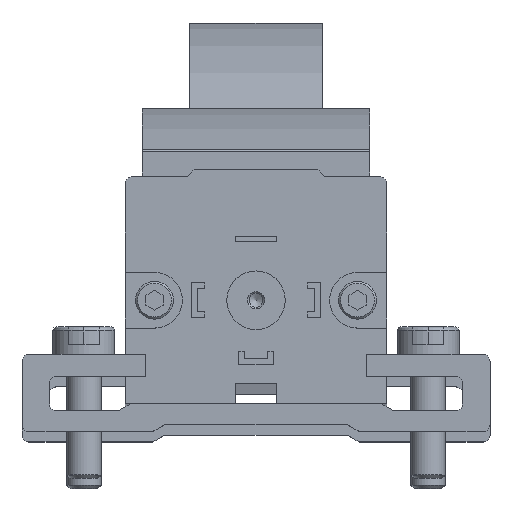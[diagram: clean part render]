
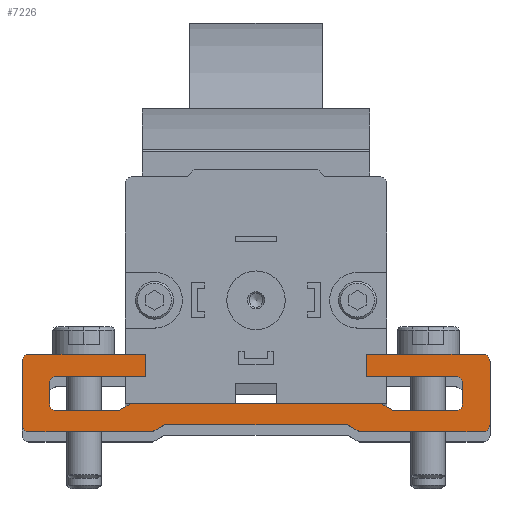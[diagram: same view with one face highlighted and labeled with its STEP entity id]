
A CAD part, top view. The second image highlights one B-rep face of the part: STEP entity #7226.
In plain terms, the highlighted face is planar.
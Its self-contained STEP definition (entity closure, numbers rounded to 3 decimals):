
#166=CIRCLE('',#7526,1.);
#170=CIRCLE('',#7536,1.);
#172=CIRCLE('',#7540,1.);
#175=CIRCLE('',#7545,1.);
#177=CIRCLE('',#7549,1.);
#181=CIRCLE('',#7558,1.);
#183=CIRCLE('',#7562,1.);
#186=CIRCLE('',#7567,1.);
#756=ORIENTED_EDGE('',*,*,#1984,.F.);
#757=ORIENTED_EDGE('',*,*,#2054,.F.);
#758=ORIENTED_EDGE('',*,*,#1976,.F.);
#759=ORIENTED_EDGE('',*,*,#1868,.F.);
#760=ORIENTED_EDGE('',*,*,#1880,.F.);
#761=ORIENTED_EDGE('',*,*,#2052,.F.);
#762=ORIENTED_EDGE('',*,*,#2048,.T.);
#763=ORIENTED_EDGE('',*,*,#2045,.F.);
#764=ORIENTED_EDGE('',*,*,#2042,.T.);
#765=ORIENTED_EDGE('',*,*,#2039,.F.);
#766=ORIENTED_EDGE('',*,*,#2035,.F.);
#767=ORIENTED_EDGE('',*,*,#1892,.F.);
#768=ORIENTED_EDGE('',*,*,#1978,.F.);
#769=ORIENTED_EDGE('',*,*,#1914,.F.);
#770=ORIENTED_EDGE('',*,*,#2033,.F.);
#771=ORIENTED_EDGE('',*,*,#2030,.F.);
#772=ORIENTED_EDGE('',*,*,#2026,.T.);
#773=ORIENTED_EDGE('',*,*,#2023,.F.);
#774=ORIENTED_EDGE('',*,*,#2020,.T.);
#775=ORIENTED_EDGE('',*,*,#2017,.F.);
#776=ORIENTED_EDGE('',*,*,#1925,.F.);
#777=ORIENTED_EDGE('',*,*,#1870,.F.);
#778=ORIENTED_EDGE('',*,*,#1981,.F.);
#779=ORIENTED_EDGE('',*,*,#2014,.F.);
#780=ORIENTED_EDGE('',*,*,#2011,.F.);
#781=ORIENTED_EDGE('',*,*,#2008,.F.);
#782=ORIENTED_EDGE('',*,*,#2005,.F.);
#783=ORIENTED_EDGE('',*,*,#2001,.F.);
#784=ORIENTED_EDGE('',*,*,#1998,.F.);
#785=ORIENTED_EDGE('',*,*,#1995,.F.);
#786=ORIENTED_EDGE('',*,*,#1992,.F.);
#787=ORIENTED_EDGE('',*,*,#1988,.F.);
#1868=EDGE_CURVE('',#2596,#2491,#3096,.T.);
#1870=EDGE_CURVE('',#2506,#2597,#3098,.T.);
#1880=EDGE_CURVE('',#2603,#2596,#3108,.T.);
#1892=EDGE_CURVE('',#2611,#2612,#3120,.T.);
#1914=EDGE_CURVE('',#2626,#2618,#3142,.T.);
#1925=EDGE_CURVE('',#2597,#2634,#3153,.T.);
#1976=EDGE_CURVE('',#2491,#2664,#3199,.T.);
#1978=EDGE_CURVE('',#2618,#2611,#3201,.T.);
#1981=EDGE_CURVE('',#2666,#2506,#3203,.T.);
#1984=EDGE_CURVE('',#2668,#2669,#3206,.T.);
#1988=EDGE_CURVE('',#2669,#2672,#166,.T.);
#1992=EDGE_CURVE('',#2672,#2675,#3211,.T.);
#1995=EDGE_CURVE('',#2675,#2677,#3214,.T.);
#1998=EDGE_CURVE('',#2677,#2679,#3217,.T.);
#2001=EDGE_CURVE('',#2679,#2681,#3220,.T.);
#2005=EDGE_CURVE('',#2681,#2684,#3223,.T.);
#2008=EDGE_CURVE('',#2684,#2686,#170,.T.);
#2011=EDGE_CURVE('',#2686,#2688,#3227,.T.);
#2014=EDGE_CURVE('',#2688,#2666,#172,.T.);
#2017=EDGE_CURVE('',#2634,#2691,#3230,.T.);
#2020=EDGE_CURVE('',#2693,#2691,#175,.T.);
#2023=EDGE_CURVE('',#2693,#2695,#3234,.T.);
#2026=EDGE_CURVE('',#2697,#2695,#177,.T.);
#2030=EDGE_CURVE('',#2697,#2700,#3238,.T.);
#2033=EDGE_CURVE('',#2700,#2626,#3241,.T.);
#2035=EDGE_CURVE('',#2612,#2702,#3243,.T.);
#2039=EDGE_CURVE('',#2702,#2705,#3246,.T.);
#2042=EDGE_CURVE('',#2707,#2705,#181,.T.);
#2045=EDGE_CURVE('',#2707,#2709,#3250,.T.);
#2048=EDGE_CURVE('',#2711,#2709,#183,.T.);
#2052=EDGE_CURVE('',#2711,#2603,#3254,.T.);
#2054=EDGE_CURVE('',#2664,#2668,#186,.T.);
#2491=VERTEX_POINT('',#9334);
#2506=VERTEX_POINT('',#9365);
#2596=VERTEX_POINT('',#9560);
#2597=VERTEX_POINT('',#9564);
#2603=VERTEX_POINT('',#9581);
#2611=VERTEX_POINT('',#9604);
#2612=VERTEX_POINT('',#9606);
#2618=VERTEX_POINT('',#9626);
#2626=VERTEX_POINT('',#9645);
#2634=VERTEX_POINT('',#9668);
#2664=VERTEX_POINT('',#9767);
#2666=VERTEX_POINT('',#9776);
#2668=VERTEX_POINT('',#9782);
#2669=VERTEX_POINT('',#9783);
#2672=VERTEX_POINT('',#9791);
#2675=VERTEX_POINT('',#9799);
#2677=VERTEX_POINT('',#9805);
#2679=VERTEX_POINT('',#9811);
#2681=VERTEX_POINT('',#9817);
#2684=VERTEX_POINT('',#9825);
#2686=VERTEX_POINT('',#9831);
#2688=VERTEX_POINT('',#9837);
#2691=VERTEX_POINT('',#9848);
#2693=VERTEX_POINT('',#9854);
#2695=VERTEX_POINT('',#9860);
#2697=VERTEX_POINT('',#9866);
#2700=VERTEX_POINT('',#9874);
#2702=VERTEX_POINT('',#9883);
#2705=VERTEX_POINT('',#9891);
#2707=VERTEX_POINT('',#9897);
#2709=VERTEX_POINT('',#9903);
#2711=VERTEX_POINT('',#9909);
#3096=LINE('',#9559,#3662);
#3098=LINE('',#9563,#3664);
#3108=LINE('',#9582,#3674);
#3120=LINE('',#9605,#3686);
#3142=LINE('',#9646,#3708);
#3153=LINE('',#9667,#3719);
#3199=LINE('',#9766,#3765);
#3201=LINE('',#9770,#3767);
#3203=LINE('',#9775,#3769);
#3206=LINE('',#9781,#3772);
#3211=LINE('',#9798,#3777);
#3214=LINE('',#9804,#3780);
#3217=LINE('',#9810,#3783);
#3220=LINE('',#9816,#3786);
#3223=LINE('',#9824,#3789);
#3227=LINE('',#9836,#3793);
#3230=LINE('',#9847,#3796);
#3234=LINE('',#9859,#3800);
#3238=LINE('',#9873,#3804);
#3241=LINE('',#9879,#3807);
#3243=LINE('',#9882,#3809);
#3246=LINE('',#9890,#3812);
#3250=LINE('',#9902,#3816);
#3254=LINE('',#9916,#3820);
#3662=VECTOR('',#8044,1000.);
#3664=VECTOR('',#8048,1000.);
#3674=VECTOR('',#8062,1000.);
#3686=VECTOR('',#8080,1000.);
#3708=VECTOR('',#8110,1000.);
#3719=VECTOR('',#8127,1000.);
#3765=VECTOR('',#8219,1000.);
#3767=VECTOR('',#8223,1000.);
#3769=VECTOR('',#8229,1000.);
#3772=VECTOR('',#8234,1000.);
#3777=VECTOR('',#8249,1000.);
#3780=VECTOR('',#8254,1000.);
#3783=VECTOR('',#8259,1000.);
#3786=VECTOR('',#8264,1000.);
#3789=VECTOR('',#8271,1000.);
#3793=VECTOR('',#8283,1000.);
#3796=VECTOR('',#8296,1000.);
#3800=VECTOR('',#8308,1000.);
#3804=VECTOR('',#8322,1000.);
#3807=VECTOR('',#8327,1000.);
#3809=VECTOR('',#8331,1000.);
#3812=VECTOR('',#8338,1000.);
#3816=VECTOR('',#8350,1000.);
#3820=VECTOR('',#8364,1000.);
#4200=EDGE_LOOP('',(#756,#757,#758,#759,#760,#761,#762,#763,#764,#765,#766,
#767,#768,#769,#770,#771,#772,#773,#774,#775,#776,#777,#778,#779,#780,#781,
#782,#783,#784,#785,#786,#787));
#4576=FACE_BOUND('',#4200,.T.);
#4926=PLANE('',#7570);
#7226=ADVANCED_FACE('',(#4576),#4926,.F.);
#7526=AXIS2_PLACEMENT_3D('',#9790,#8240,#8241);
#7536=AXIS2_PLACEMENT_3D('',#9830,#8276,#8277);
#7540=AXIS2_PLACEMENT_3D('',#9842,#8288,#8289);
#7545=AXIS2_PLACEMENT_3D('',#9853,#8301,#8302);
#7549=AXIS2_PLACEMENT_3D('',#9865,#8313,#8314);
#7558=AXIS2_PLACEMENT_3D('',#9896,#8343,#8344);
#7562=AXIS2_PLACEMENT_3D('',#9908,#8355,#8356);
#7567=AXIS2_PLACEMENT_3D('',#9919,#8368,#8369);
#7570=AXIS2_PLACEMENT_3D('',#9922,#8374,#8375);
#8044=DIRECTION('',(0.,0.,1.));
#8048=DIRECTION('',(0.,0.,1.));
#8062=DIRECTION('',(0.,1.,0.));
#8080=DIRECTION('',(0.,0.,1.));
#8110=DIRECTION('',(0.,0.,1.));
#8127=DIRECTION('',(0.,-1.,0.));
#8219=DIRECTION('',(0.,0.,1.));
#8223=DIRECTION('',(0.,0.,1.));
#8229=DIRECTION('',(0.,0.,1.));
#8234=DIRECTION('',(0.,-1.,0.));
#8240=DIRECTION('',(1.,0.,0.));
#8241=DIRECTION('',(0.,0.,-1.));
#8249=DIRECTION('',(0.,0.,-1.));
#8254=DIRECTION('',(0.,0.5,-0.866));
#8259=DIRECTION('',(0.,0.,-1.));
#8264=DIRECTION('',(0.,-0.5,-0.866));
#8271=DIRECTION('',(0.,0.,-1.));
#8276=DIRECTION('',(1.,0.,0.));
#8277=DIRECTION('',(0.,0.,-1.));
#8283=DIRECTION('',(0.,1.,0.));
#8288=DIRECTION('',(1.,0.,0.));
#8289=DIRECTION('',(0.,0.,-1.));
#8296=DIRECTION('',(0.,0.,-1.));
#8301=DIRECTION('',(1.,0.,0.));
#8302=DIRECTION('',(0.,0.,-1.));
#8308=DIRECTION('',(0.,-1.,0.));
#8313=DIRECTION('',(1.,0.,0.));
#8314=DIRECTION('',(0.,0.,-1.));
#8322=DIRECTION('',(0.,0.,1.));
#8327=DIRECTION('',(0.,0.5,0.866));
#8331=DIRECTION('',(0.,-0.5,0.866));
#8338=DIRECTION('',(0.,0.,1.));
#8343=DIRECTION('',(1.,0.,0.));
#8344=DIRECTION('',(0.,0.,-1.));
#8350=DIRECTION('',(0.,1.,0.));
#8355=DIRECTION('',(1.,0.,0.));
#8356=DIRECTION('',(0.,0.,-1.));
#8364=DIRECTION('',(0.,0.,-1.));
#8368=DIRECTION('',(1.,0.,0.));
#8369=DIRECTION('',(0.,0.,-1.));
#8374=DIRECTION('',(1.,0.,0.));
#8375=DIRECTION('',(0.,0.,-1.));
#9334=CARTESIAN_POINT('',(14.5,7.2,19.));
#9365=CARTESIAN_POINT('',(14.5,7.2,-19.));
#9559=CARTESIAN_POINT('',(14.5,7.2,16.));
#9560=CARTESIAN_POINT('',(14.5,7.2,16.));
#9563=CARTESIAN_POINT('',(14.5,7.2,-33.));
#9564=CARTESIAN_POINT('',(14.5,7.2,-16.));
#9581=CARTESIAN_POINT('',(14.5,4.02,16.));
#9582=CARTESIAN_POINT('',(14.5,4.02,16.));
#9604=CARTESIAN_POINT('',(14.5,0.,3.));
#9605=CARTESIAN_POINT('',(14.5,0.,-18.268));
#9606=CARTESIAN_POINT('',(14.5,0.,18.268));
#9626=CARTESIAN_POINT('',(14.5,0.,-3.));
#9645=CARTESIAN_POINT('',(14.5,0.,-18.268));
#9646=CARTESIAN_POINT('',(14.5,0.,-18.268));
#9667=CARTESIAN_POINT('',(14.5,7.2,-16.));
#9668=CARTESIAN_POINT('',(14.5,4.02,-16.));
#9766=CARTESIAN_POINT('',(14.5,7.2,16.));
#9767=CARTESIAN_POINT('',(14.5,7.2,33.));
#9770=CARTESIAN_POINT('',(14.5,0.,-18.268));
#9775=CARTESIAN_POINT('',(14.5,7.2,-33.));
#9776=CARTESIAN_POINT('',(14.5,7.2,-33.));
#9781=CARTESIAN_POINT('',(14.5,6.2,34.));
#9782=CARTESIAN_POINT('',(14.5,6.2,34.));
#9783=CARTESIAN_POINT('',(14.5,-3.,34.));
#9790=CARTESIAN_POINT('',(14.5,-3.,33.));
#9791=CARTESIAN_POINT('',(14.5,-4.,33.));
#9798=CARTESIAN_POINT('',(14.5,-4.,33.));
#9799=CARTESIAN_POINT('',(14.5,-4.,15.));
#9804=CARTESIAN_POINT('',(14.5,-4.,15.));
#9805=CARTESIAN_POINT('',(14.5,-3.,13.268));
#9810=CARTESIAN_POINT('',(14.5,-3.,13.268));
#9811=CARTESIAN_POINT('',(14.5,-3.,-13.268));
#9816=CARTESIAN_POINT('',(14.5,-3.,-13.268));
#9817=CARTESIAN_POINT('',(14.5,-4.,-15.));
#9824=CARTESIAN_POINT('',(14.5,-4.,-15.));
#9825=CARTESIAN_POINT('',(14.5,-4.,-33.));
#9830=CARTESIAN_POINT('',(14.5,-3.,-33.));
#9831=CARTESIAN_POINT('',(14.5,-3.,-34.));
#9836=CARTESIAN_POINT('',(14.5,-3.,-34.));
#9837=CARTESIAN_POINT('',(14.5,6.2,-34.));
#9842=CARTESIAN_POINT('',(14.5,6.2,-33.));
#9847=CARTESIAN_POINT('',(14.5,4.02,-16.));
#9848=CARTESIAN_POINT('',(14.5,4.02,-29.));
#9853=CARTESIAN_POINT('',(14.5,3.02,-29.));
#9854=CARTESIAN_POINT('',(14.5,3.02,-30.));
#9859=CARTESIAN_POINT('',(14.5,3.02,-30.));
#9860=CARTESIAN_POINT('',(14.5,0.,-30.));
#9865=CARTESIAN_POINT('',(14.5,0.,-29.));
#9866=CARTESIAN_POINT('',(14.5,-1.,-29.));
#9873=CARTESIAN_POINT('',(14.5,-1.,-29.));
#9874=CARTESIAN_POINT('',(14.5,-1.,-20.));
#9879=CARTESIAN_POINT('',(14.5,-1.,-20.));
#9882=CARTESIAN_POINT('',(14.5,0.,18.268));
#9883=CARTESIAN_POINT('',(14.5,-1.,20.));
#9890=CARTESIAN_POINT('',(14.5,-1.,20.));
#9891=CARTESIAN_POINT('',(14.5,-1.,29.));
#9896=CARTESIAN_POINT('',(14.5,0.,29.));
#9897=CARTESIAN_POINT('',(14.5,0.,30.));
#9902=CARTESIAN_POINT('',(14.5,0.,30.));
#9903=CARTESIAN_POINT('',(14.5,3.02,30.));
#9908=CARTESIAN_POINT('',(14.5,3.02,29.));
#9909=CARTESIAN_POINT('',(14.5,4.02,29.));
#9916=CARTESIAN_POINT('',(14.5,4.02,29.));
#9919=CARTESIAN_POINT('',(14.5,6.2,33.));
#9922=CARTESIAN_POINT('',(14.5,-3.,33.));
